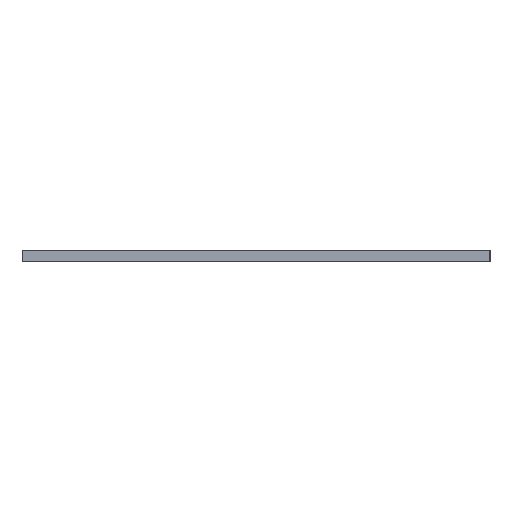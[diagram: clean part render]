
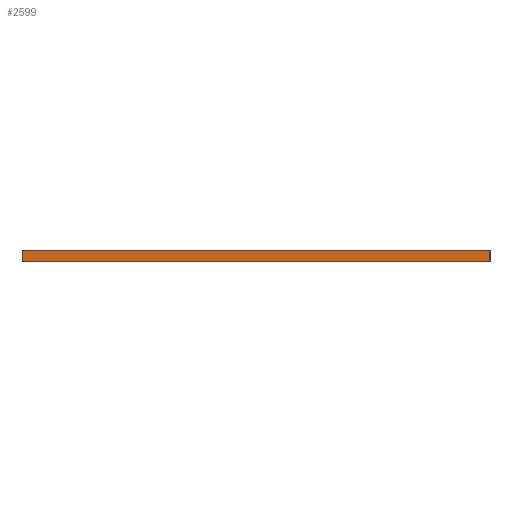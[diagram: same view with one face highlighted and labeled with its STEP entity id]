
A CAD part, left-side view. The second image highlights one B-rep face of the part: STEP entity #2599.
In plain terms, the highlighted planar face has unit normal (-1, 0, 0).
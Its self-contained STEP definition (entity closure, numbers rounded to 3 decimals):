
#58 = DIRECTION ( 'NONE',  ( 0., -1., 0. ) ) ;
#64 = EDGE_CURVE ( 'NONE', #270, #1498, #1676, .T. ) ;
#222 = CARTESIAN_POINT ( 'NONE',  ( 0., 0., 10. ) ) ;
#263 = VECTOR ( 'NONE', #2411, 1000. ) ;
#270 = VERTEX_POINT ( 'NONE', #1233 ) ;
#286 = CARTESIAN_POINT ( 'NONE',  ( 0., 0., 10. ) ) ;
#337 = VECTOR ( 'NONE', #58, 1000. ) ;
#427 = ORIENTED_EDGE ( 'NONE', *, *, #64, .F. ) ;
#445 = FACE_OUTER_BOUND ( 'NONE', #519, .T. ) ;
#517 = DIRECTION ( 'NONE',  ( 0., -1., 0. ) ) ;
#519 = EDGE_LOOP ( 'NONE', ( #791, #1949, #427, #1541 ) ) ;
#591 = EDGE_CURVE ( 'NONE', #1498, #1454, #2231, .T. ) ;
#782 = AXIS2_PLACEMENT_3D ( 'NONE', #2321, #2506, #1258 ) ;
#791 = ORIENTED_EDGE ( 'NONE', *, *, #1754, .T. ) ;
#985 = VERTEX_POINT ( 'NONE', #1576 ) ;
#1048 = PLANE ( 'NONE',  #782 ) ;
#1061 = CARTESIAN_POINT ( 'NONE',  ( 0., 0., 0. ) ) ;
#1157 = CARTESIAN_POINT ( 'NONE',  ( 0., 400., 10. ) ) ;
#1233 = CARTESIAN_POINT ( 'NONE',  ( 0., 400., 10. ) ) ;
#1258 = DIRECTION ( 'NONE',  ( 0., 0., -1. ) ) ;
#1365 = DIRECTION ( 'NONE',  ( 0., 0., -1. ) ) ;
#1404 = LINE ( 'NONE', #1157, #263 ) ;
#1454 = VERTEX_POINT ( 'NONE', #1061 ) ;
#1498 = VERTEX_POINT ( 'NONE', #222 ) ;
#1541 = ORIENTED_EDGE ( 'NONE', *, *, #2287, .T. ) ;
#1576 = CARTESIAN_POINT ( 'NONE',  ( 0., 400., 0. ) ) ;
#1606 = CARTESIAN_POINT ( 'NONE',  ( 0., 400., 10. ) ) ;
#1676 = LINE ( 'NONE', #1606, #2177 ) ;
#1735 = LINE ( 'NONE', #2147, #337 ) ;
#1754 = EDGE_CURVE ( 'NONE', #985, #1454, #1735, .T. ) ;
#1945 = VECTOR ( 'NONE', #1365, 1000. ) ;
#1949 = ORIENTED_EDGE ( 'NONE', *, *, #591, .F. ) ;
#2147 = CARTESIAN_POINT ( 'NONE',  ( 0., 400., 0. ) ) ;
#2177 = VECTOR ( 'NONE', #517, 1000. ) ;
#2231 = LINE ( 'NONE', #286, #1945 ) ;
#2287 = EDGE_CURVE ( 'NONE', #270, #985, #1404, .T. ) ;
#2321 = CARTESIAN_POINT ( 'NONE',  ( 0., 400., 10. ) ) ;
#2411 = DIRECTION ( 'NONE',  ( 0., 0., -1. ) ) ;
#2506 = DIRECTION ( 'NONE',  ( 1., 0., 0. ) ) ;
#2599 = ADVANCED_FACE ( 'NONE', ( #445 ), #1048, .F. ) ;
